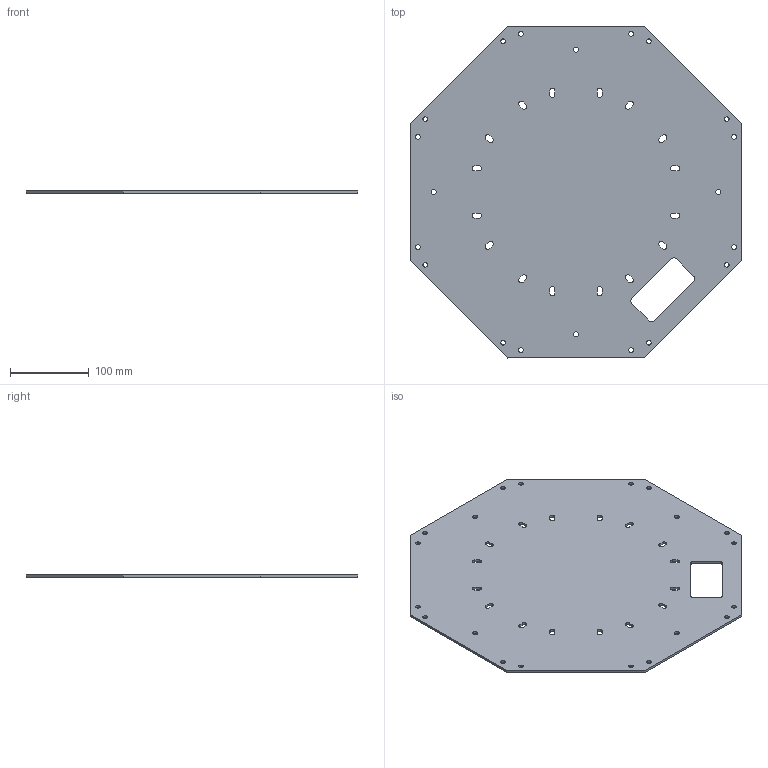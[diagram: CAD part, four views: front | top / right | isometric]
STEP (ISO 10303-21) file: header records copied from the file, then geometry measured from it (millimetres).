
FILE_DESCRIPTION(('FreeCAD Model'),'2;1');
FILE_NAME('Open CASCADE Shape Model','2025-04-06T17:19:00',(''),(''), 'Open CASCADE STEP processor 7.8','FreeCAD','Unknown');
FILE_SCHEMA(('AUTOMOTIVE_DESIGN { 1 0 10303 214 1 1 1 1 }'));
Length unit declared in the file: millimetre
Products named in the file (1): insulation mount holes
Bounding box: 422 x 422 x 3 mm (x, y, z)
Volume: 428125.1 mm3; surface area: 292910 mm2
Topology: 1 solids, 1 shells, 102 faces, 300 edges, 200 vertices
Faces by surface type: cylinder 56, plane 46
Full cylindrical faces by diameter (mm): 5.8 x16, 6.6 x4
Entity records: 3606 total; most frequent: DIRECTION 618, CARTESIAN_POINT 603, ORIENTED_EDGE 600, EDGE_CURVE 300, AXIS2_PLACEMENT_3D 215, VERTEX_POINT 200, LINE 188, VECTOR 188
